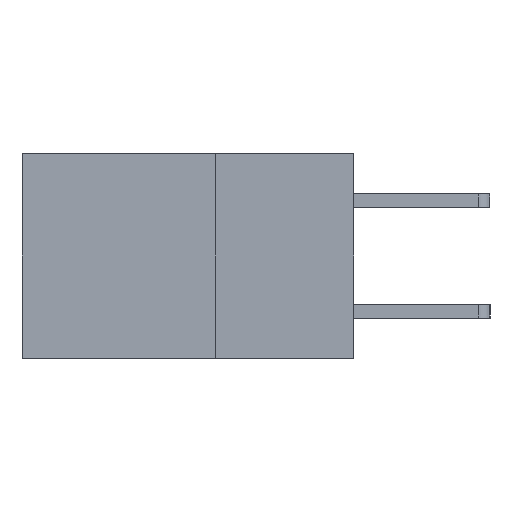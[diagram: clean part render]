
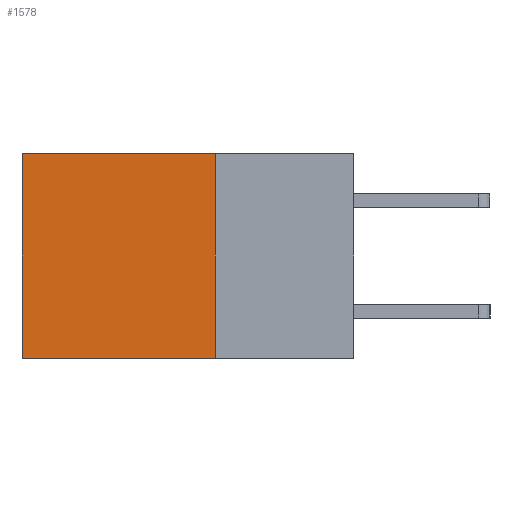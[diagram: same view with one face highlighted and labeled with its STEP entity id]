
A CAD part, left-side view. The second image highlights one B-rep face of the part: STEP entity #1578.
In plain terms, the highlighted planar face has unit normal (-1, 0, 0).
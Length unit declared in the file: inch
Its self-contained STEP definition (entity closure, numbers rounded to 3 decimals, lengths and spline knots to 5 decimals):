
#216 = LINE ( 'NONE', #8639, #7921 ) ;
#511 = CARTESIAN_POINT ( 'NONE',  ( 0.2875, 0.6, 0. ) ) ;
#530 = VECTOR ( 'NONE', #2173, 39.37008 ) ;
#574 = EDGE_CURVE ( 'NONE', #3387, #6946, #3463, .T. ) ;
#1029 = LINE ( 'NONE', #8909, #10637 ) ;
#1204 = EDGE_LOOP ( 'NONE', ( #5499, #4903, #9218, #7122 ) ) ;
#1231 = DIRECTION ( 'NONE',  ( 0., 1., 0. ) ) ;
#1578 = ADVANCED_FACE ( 'NONE', ( #1667 ), #3300, .F. ) ;
#1667 = FACE_OUTER_BOUND ( 'NONE', #1204, .T. ) ;
#2173 = DIRECTION ( 'NONE',  ( 0., 0., -1. ) ) ;
#2317 = DIRECTION ( 'NONE',  ( 1., 0., 0. ) ) ;
#2943 = LINE ( 'NONE', #511, #530 ) ;
#2981 = AXIS2_PLACEMENT_3D ( 'NONE', #9728, #2317, #3191 ) ;
#3191 = DIRECTION ( 'NONE',  ( 0., 0., -1. ) ) ;
#3300 = PLANE ( 'NONE',  #2981 ) ;
#3387 = VERTEX_POINT ( 'NONE', #5296 ) ;
#3463 = LINE ( 'NONE', #6759, #8946 ) ;
#3538 = CARTESIAN_POINT ( 'NONE',  ( 0.2875, 0.6, -0.37 ) ) ;
#3783 = DIRECTION ( 'NONE',  ( 0., 1., 0. ) ) ;
#3978 = CARTESIAN_POINT ( 'NONE',  ( 0.2875, 0.6, 0. ) ) ;
#4262 = VERTEX_POINT ( 'NONE', #3978 ) ;
#4903 = ORIENTED_EDGE ( 'NONE', *, *, #7329, .F. ) ;
#5296 = CARTESIAN_POINT ( 'NONE',  ( 0.2875, 0.25, 0. ) ) ;
#5499 = ORIENTED_EDGE ( 'NONE', *, *, #8980, .T. ) ;
#5967 = VERTEX_POINT ( 'NONE', #3538 ) ;
#6759 = CARTESIAN_POINT ( 'NONE',  ( 0.2875, 0.25, 0. ) ) ;
#6946 = VERTEX_POINT ( 'NONE', #10020 ) ;
#7122 = ORIENTED_EDGE ( 'NONE', *, *, #10620, .T. ) ;
#7329 = EDGE_CURVE ( 'NONE', #6946, #5967, #216, .T. ) ;
#7921 = VECTOR ( 'NONE', #1231, 39.37008 ) ;
#8447 = DIRECTION ( 'NONE',  ( 0., 0., -1. ) ) ;
#8639 = CARTESIAN_POINT ( 'NONE',  ( 0.2875, 0.25, -0.37 ) ) ;
#8909 = CARTESIAN_POINT ( 'NONE',  ( 0.2875, 0.25, 0. ) ) ;
#8946 = VECTOR ( 'NONE', #8447, 39.37008 ) ;
#8980 = EDGE_CURVE ( 'NONE', #4262, #5967, #2943, .T. ) ;
#9218 = ORIENTED_EDGE ( 'NONE', *, *, #574, .F. ) ;
#9728 = CARTESIAN_POINT ( 'NONE',  ( 0.2875, 0.25, 0. ) ) ;
#10020 = CARTESIAN_POINT ( 'NONE',  ( 0.2875, 0.25, -0.37 ) ) ;
#10620 = EDGE_CURVE ( 'NONE', #3387, #4262, #1029, .T. ) ;
#10637 = VECTOR ( 'NONE', #3783, 39.37008 ) ;
